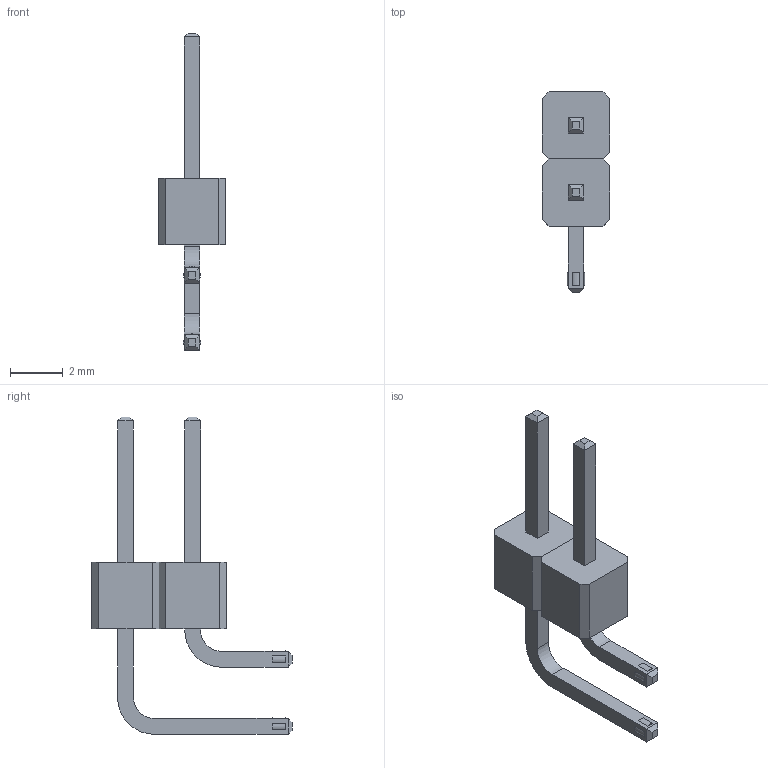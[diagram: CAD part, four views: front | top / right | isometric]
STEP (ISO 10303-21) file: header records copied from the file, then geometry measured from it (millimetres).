
FILE_DESCRIPTION(/* description */ (''),/* implementation_level */ '2;1');
FILE_NAME(/* name */ 'Stiftleiste_Male_90_Gruppe.stp',/* time_stamp */ '2017-10-25T17:57:35+02:00',/* author */ ('Alex'),/* organization */ (''),/* preprocessor_version */ 'ST-DEVELOPER v16.5',/* originating_system */ 'Autodesk Inventor 2017',/* authorisation */ '');
FILE_SCHEMA (('AUTOMOTIVE_DESIGN { 1 0 10303 214 3 1 1 }'));
Length unit declared in the file: millimetre
Products named in the file (3): Stiftleiste_Male_90_Gruppe; Stiftleiste_Male_90_1; Stiftleiste_Male_90
Assembly tree (2 placements, depth 2):
  Stiftleiste_Male_90_Gruppe
    Stiftleiste_Male_90_1
    Stiftleiste_Male_90
Bounding box: 2.54 x 7.57 x 12.02 mm (x, y, z)
Volume: 40.6 mm3; surface area: 132.2 mm2
Topology: 2 solids, 2 shells, 88 faces, 200 edges, 128 vertices
Faces by surface type: plane 76, cylinder 12
Entity records: 2576 total; most frequent: CARTESIAN_POINT 421, DIRECTION 410, ORIENTED_EDGE 400, EDGE_CURVE 200, LINE 176, VECTOR 176, VERTEX_POINT 128, AXIS2_PLACEMENT_3D 117
